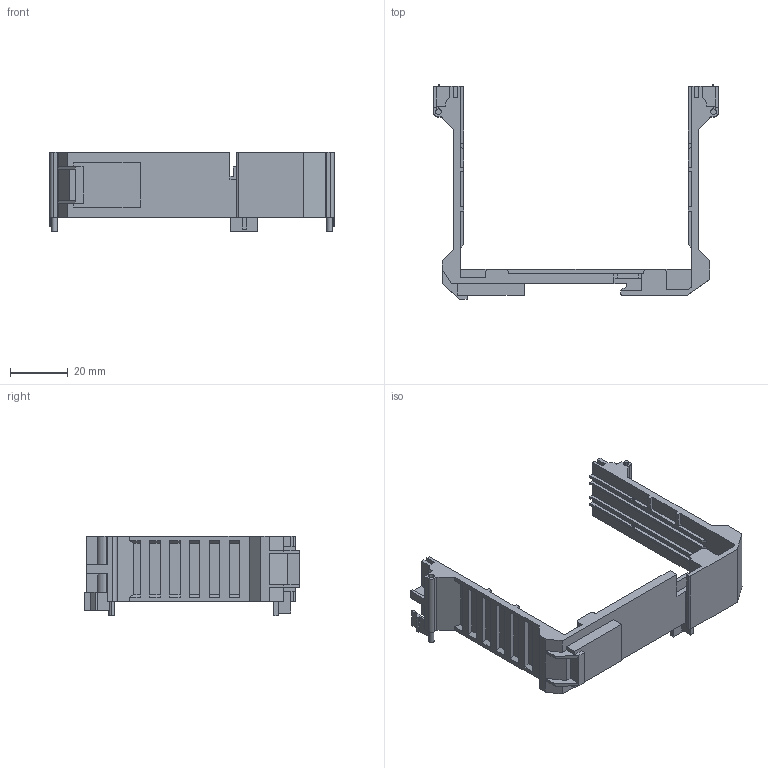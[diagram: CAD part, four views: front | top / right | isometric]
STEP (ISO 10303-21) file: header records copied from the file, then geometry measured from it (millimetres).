
FILE_DESCRIPTION(('Creo Elements/Direct Modeling STEP Export'),'2;1');
FILE_NAME('model.stp','2020-11-12T14:40:50',(''),(''),'Creo Elements/Direct Modeling STEP processor for AP214 (Solid Model)','Creo Elements/Direct Modeling 20.1A 29-Sep-2018 (C) Parametric Technology GmbH','');
FILE_SCHEMA(('AUTOMOTIVE_DESIGN { 1 0 10303 214 1 1 1 1 }'));
Length unit declared in the file: millimetre
Products named in the file (3): ME_Verriegelungshaken_H.Select__00446697.1; ME_45_UTM_G_H.Select__00297549; ME_45_UTM_G_TECDOC__00860762
Assembly tree (3 placements, depth 2):
  ME_45_UTM_G_TECDOC__00860762
    ME_45_UTM_G_H.Select__00297549
    ME_Verriegelungshaken_H.Select__00446697.1  x2
Bounding box: 99 x 74.7 x 27.6 mm (x, y, z)
Volume: 18990.7 mm3; surface area: 16594.2 mm2
Topology: 3 solids, 3 shells, 324 faces, 918 edges, 612 vertices
Faces by surface type: plane 295, cylinder 29
Entity records: 9344 total; most frequent: ORIENTED_EDGE 1758, CARTESIAN_POINT 1640, DIRECTION 1352, EDGE_CURVE 879, VECTOR 756, LINE 756, VERTEX_POINT 586, EDGE_LOOP 319
